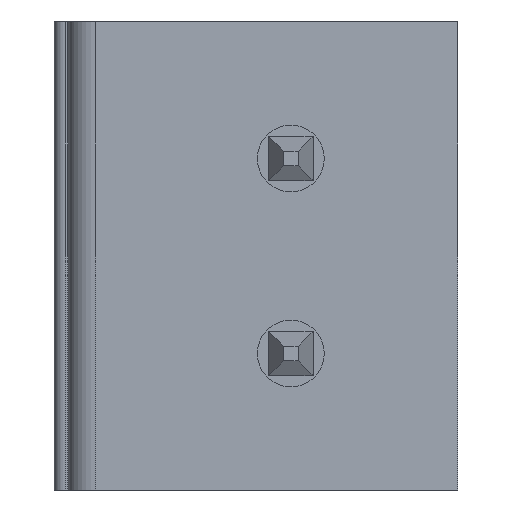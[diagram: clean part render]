
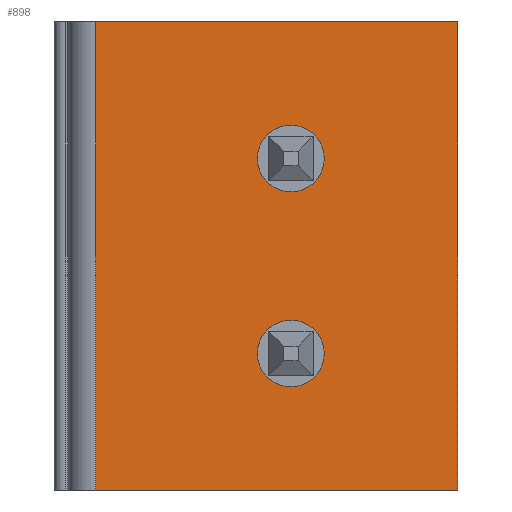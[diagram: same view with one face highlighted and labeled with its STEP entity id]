
A CAD part, front view. The second image highlights one B-rep face of the part: STEP entity #898.
In plain terms, the highlighted planar face has unit normal (0, -1, 0).
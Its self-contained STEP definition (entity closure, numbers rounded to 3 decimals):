
#515 = DIRECTION ( 'NONE',  ( 1., 0., 0. ) ) ;
#516 = DIRECTION ( 'NONE',  ( 0., -1., 0. ) ) ;
#517 = CARTESIAN_POINT ( 'NONE',  ( -4.625, 0., -2.45 ) ) ;
#523 = PLANE ( 'NONE',  #2977 ) ;
#898 = ADVANCED_FACE ( 'NONE', ( #2803, #2798, #2801 ), #523, .T. ) ;
#1474 = AXIS2_PLACEMENT_3D ( 'NONE', #2113, #2114, #2115 ) ;
#1614 = CIRCLE ( 'NONE', #1474, 0.6 ) ;
#1876 = EDGE_CURVE ( 'NONE', #5008, #5325, #1614, .T. ) ;
#2020 = EDGE_CURVE ( 'NONE', #5191, #4845, #5894, .T. ) ;
#2025 = EDGE_CURVE ( 'NONE', #5337, #4878, #5903, .T. ) ;
#2026 = EDGE_CURVE ( 'NONE', #4747, #4878, #5904, .T. ) ;
#2050 = EDGE_CURVE ( 'NONE', #5216, #5337, #5940, .T. ) ;
#2113 = CARTESIAN_POINT ( 'NONE',  ( -3., 0., -2.45 ) ) ;
#2114 = DIRECTION ( 'NONE',  ( 0., 1., 0. ) ) ;
#2115 = DIRECTION ( 'NONE',  ( -1., 0., 0. ) ) ;
#2426 = DIRECTION ( 'NONE',  ( 0., 0., -1. ) ) ;
#2428 = CARTESIAN_POINT ( 'NONE',  ( -3., 0., -5.95 ) ) ;
#2429 = DIRECTION ( 'NONE',  ( 0., 1., 0. ) ) ;
#2430 = DIRECTION ( 'NONE',  ( -1., 0., 0. ) ) ;
#2434 = CARTESIAN_POINT ( 'NONE',  ( 0., 0., -2.45 ) ) ;
#2440 = CARTESIAN_POINT ( 'NONE',  ( 0., 0., -8.4 ) ) ;
#2441 = DIRECTION ( 'NONE',  ( 1., 0., 0. ) ) ;
#2498 = CARTESIAN_POINT ( 'NONE',  ( 0., 0., 0. ) ) ;
#2499 = DIRECTION ( 'NONE',  ( 1., 0., 0. ) ) ;
#2563 = AXIS2_PLACEMENT_3D ( 'NONE', #2428, #2429, #2430 ) ;
#2582 = AXIS2_PLACEMENT_3D ( 'NONE', #6714, #6715, #6716 ) ;
#2583 = AXIS2_PLACEMENT_3D ( 'NONE', #6718, #6719, #6720 ) ;
#2798 = FACE_BOUND ( 'NONE', #3299, .T. ) ;
#2801 = FACE_OUTER_BOUND ( 'NONE', #3395, .T. ) ;
#2803 = FACE_BOUND ( 'NONE', #3385, .T. ) ;
#2843 = ORIENTED_EDGE ( 'NONE', *, *, #2026, .T. ) ;
#2848 = ORIENTED_EDGE ( 'NONE', *, *, #5294, .T. ) ;
#2856 = ORIENTED_EDGE ( 'NONE', *, *, #2050, .F. ) ;
#2860 = ORIENTED_EDGE ( 'NONE', *, *, #2025, .F. ) ;
#2863 = ORIENTED_EDGE ( 'NONE', *, *, #5302, .T. ) ;
#2866 = ORIENTED_EDGE ( 'NONE', *, *, #1876, .T. ) ;
#2871 = ORIENTED_EDGE ( 'NONE', *, *, #5304, .T. ) ;
#2872 = ORIENTED_EDGE ( 'NONE', *, *, #2020, .T. ) ;
#2977 = AXIS2_PLACEMENT_3D ( 'NONE', #517, #516, #515 ) ;
#3299 = EDGE_LOOP ( 'NONE', ( #2866, #2863 ) ) ;
#3385 = EDGE_LOOP ( 'NONE', ( #2872, #2871 ) ) ;
#3395 = EDGE_LOOP ( 'NONE', ( #2860, #2856, #2848, #2843 ) ) ;
#4747 = VERTEX_POINT ( 'NONE', #6458 ) ;
#4845 = VERTEX_POINT ( 'NONE', #6502 ) ;
#4878 = VERTEX_POINT ( 'NONE', #6506 ) ;
#5008 = VERTEX_POINT ( 'NONE', #6546 ) ;
#5191 = VERTEX_POINT ( 'NONE', #6605 ) ;
#5216 = VERTEX_POINT ( 'NONE', #6615 ) ;
#5294 = EDGE_CURVE ( 'NONE', #5216, #4747, #6077, .T. ) ;
#5302 = EDGE_CURVE ( 'NONE', #5325, #5008, #6083, .T. ) ;
#5304 = EDGE_CURVE ( 'NONE', #4845, #5191, #6088, .T. ) ;
#5325 = VERTEX_POINT ( 'NONE', #6741 ) ;
#5337 = VERTEX_POINT ( 'NONE', #6754 ) ;
#5894 = CIRCLE ( 'NONE', #2563, 0.6 ) ;
#5903 = LINE ( 'NONE', #2434, #5905 ) ;
#5904 = LINE ( 'NONE', #2440, #5907 ) ;
#5905 = VECTOR ( 'NONE', #2426, 1000. ) ;
#5907 = VECTOR ( 'NONE', #2441, 1000. ) ;
#5940 = LINE ( 'NONE', #2498, #5942 ) ;
#5942 = VECTOR ( 'NONE', #2499, 1000. ) ;
#6077 = LINE ( 'NONE', #6695, #6084 ) ;
#6083 = CIRCLE ( 'NONE', #2582, 0.6 ) ;
#6084 = VECTOR ( 'NONE', #6703, 1000. ) ;
#6088 = CIRCLE ( 'NONE', #2583, 0.6 ) ;
#6458 = CARTESIAN_POINT ( 'NONE',  ( -6.5, 0., -8.4 ) ) ;
#6502 = CARTESIAN_POINT ( 'NONE',  ( -2.4, 0., -5.95 ) ) ;
#6506 = CARTESIAN_POINT ( 'NONE',  ( 0., 0., -8.4 ) ) ;
#6546 = CARTESIAN_POINT ( 'NONE',  ( -3.6, 0., -2.45 ) ) ;
#6605 = CARTESIAN_POINT ( 'NONE',  ( -3.6, 0., -5.95 ) ) ;
#6615 = CARTESIAN_POINT ( 'NONE',  ( -6.5, 0., 0. ) ) ;
#6695 = CARTESIAN_POINT ( 'NONE',  ( -6.5, 0., -2.45 ) ) ;
#6703 = DIRECTION ( 'NONE',  ( 0., 0., -1. ) ) ;
#6714 = CARTESIAN_POINT ( 'NONE',  ( -3., 0., -2.45 ) ) ;
#6715 = DIRECTION ( 'NONE',  ( 0., 1., 0. ) ) ;
#6716 = DIRECTION ( 'NONE',  ( -1., 0., 0. ) ) ;
#6718 = CARTESIAN_POINT ( 'NONE',  ( -3., 0., -5.95 ) ) ;
#6719 = DIRECTION ( 'NONE',  ( 0., 1., 0. ) ) ;
#6720 = DIRECTION ( 'NONE',  ( -1., 0., 0. ) ) ;
#6741 = CARTESIAN_POINT ( 'NONE',  ( -2.4, 0., -2.45 ) ) ;
#6754 = CARTESIAN_POINT ( 'NONE',  ( 0., 0., 0. ) ) ;
